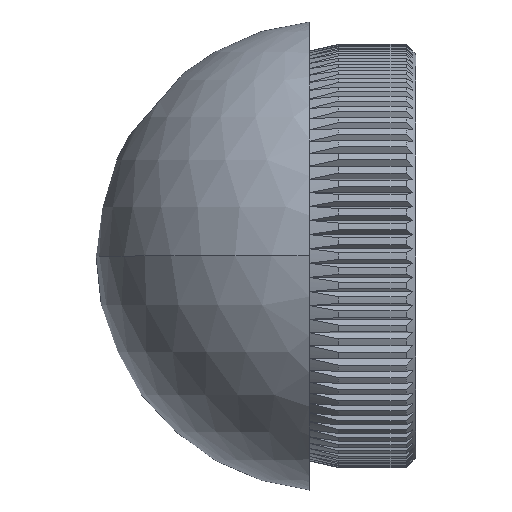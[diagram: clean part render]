
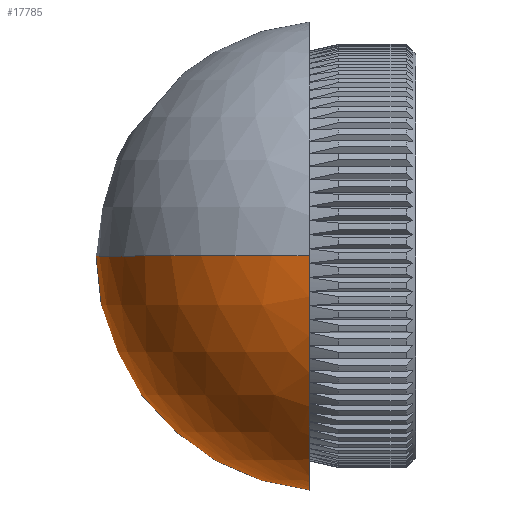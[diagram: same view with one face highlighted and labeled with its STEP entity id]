
A CAD part, left-side view. The second image highlights one B-rep face of the part: STEP entity #17785.
In plain terms, the highlighted spherical face has radius 24.255 mm.
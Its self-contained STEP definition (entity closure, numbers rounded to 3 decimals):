
#663 = DIRECTION ( 'NONE',  ( 0., -1., 0. ) ) ;
#965 = ORIENTED_EDGE ( 'NONE', *, *, #14679, .F. ) ;
#1657 = DIRECTION ( 'NONE',  ( 1., 0., 0. ) ) ;
#2526 = CIRCLE ( 'NONE', #7086, 24.15 ) ;
#4706 = DIRECTION ( 'NONE',  ( 0., 0., -1. ) ) ;
#4788 = VERTEX_POINT ( 'NONE', #16937 ) ;
#4968 = EDGE_CURVE ( 'NONE', #4788, #23694, #6106, .T. ) ;
#5362 = CARTESIAN_POINT ( 'NONE',  ( 0., 8.745, 0. ) ) ;
#6106 = CIRCLE ( 'NONE', #14602, 24.255 ) ;
#6166 = CARTESIAN_POINT ( 'NONE',  ( 0., 11., 0. ) ) ;
#6599 = VERTEX_POINT ( 'NONE', #23169 ) ;
#7086 = AXIS2_PLACEMENT_3D ( 'NONE', #6166, #663, #21414 ) ;
#9698 = CARTESIAN_POINT ( 'NONE',  ( 0., 8.745, 0. ) ) ;
#11301 = EDGE_LOOP ( 'NONE', ( #965, #24183, #21139 ) ) ;
#12159 = DIRECTION ( 'NONE',  ( -1., 0., 0. ) ) ;
#12981 = DIRECTION ( 'NONE',  ( 0., 0., 1. ) ) ;
#13013 = DIRECTION ( 'NONE',  ( 1., 0., 0. ) ) ;
#13522 = DIRECTION ( 'NONE',  ( 0., 0., 1. ) ) ;
#14003 = EDGE_CURVE ( 'NONE', #6599, #23694, #2526, .T. ) ;
#14602 = AXIS2_PLACEMENT_3D ( 'NONE', #19852, #4706, #12159 ) ;
#14679 = EDGE_CURVE ( 'NONE', #4788, #6599, #18789, .T. ) ;
#16874 = CARTESIAN_POINT ( 'NONE',  ( 24.15, 11., 0. ) ) ;
#16937 = CARTESIAN_POINT ( 'NONE',  ( 0., 33., 0. ) ) ;
#17785 = ADVANCED_FACE ( 'NONE', ( #18718 ), #20509, .T. ) ;
#18718 = FACE_OUTER_BOUND ( 'NONE', #11301, .T. ) ;
#18789 = CIRCLE ( 'NONE', #23442, 24.255 ) ;
#19852 = CARTESIAN_POINT ( 'NONE',  ( 0., 8.745, 0. ) ) ;
#20509 = SPHERICAL_SURFACE ( 'NONE', #23491, 24.255 ) ;
#21139 = ORIENTED_EDGE ( 'NONE', *, *, #14003, .F. ) ;
#21414 = DIRECTION ( 'NONE',  ( 0., 0., -1. ) ) ;
#23169 = CARTESIAN_POINT ( 'NONE',  ( -24.15, 11., 0. ) ) ;
#23442 = AXIS2_PLACEMENT_3D ( 'NONE', #5362, #12981, #1657 ) ;
#23491 = AXIS2_PLACEMENT_3D ( 'NONE', #9698, #13522, #13013 ) ;
#23694 = VERTEX_POINT ( 'NONE', #16874 ) ;
#24183 = ORIENTED_EDGE ( 'NONE', *, *, #4968, .T. ) ;
